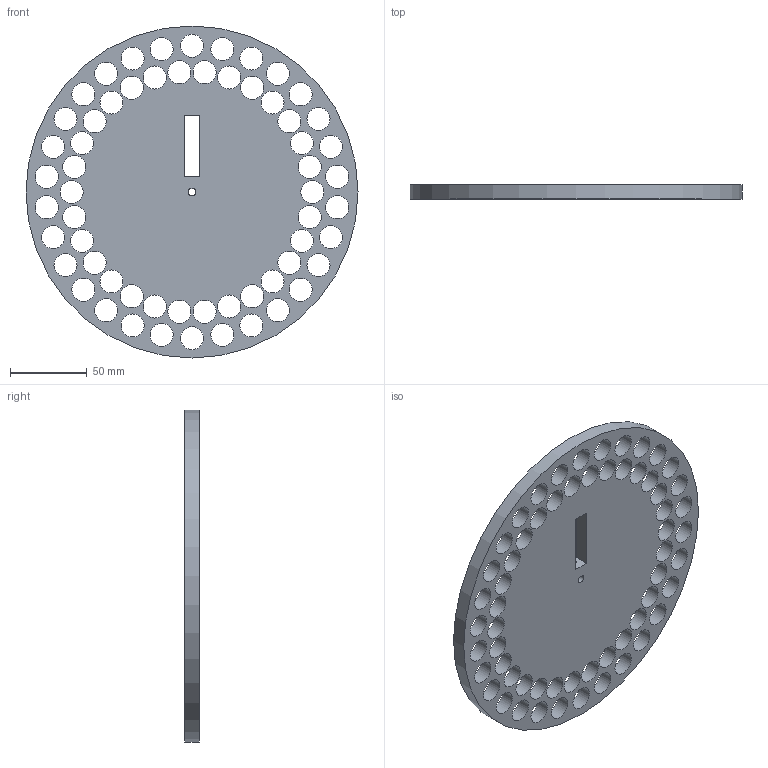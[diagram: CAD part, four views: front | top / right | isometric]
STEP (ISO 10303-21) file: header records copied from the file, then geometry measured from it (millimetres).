
FILE_DESCRIPTION(/* description */ (''),/* implementation_level */ '2;1');
FILE_NAME(/* name */ 'treat_jogger.step',/* time_stamp */ '2021-11-26T10:31:22-06:00',/* author */ (''),/* organization */ (''),/* preprocessor_version */ 'ST-DEVELOPER v18.1',/* originating_system */ 'Autodesk Translation Framework v10.10.0.1391',/* authorisation */ '');
FILE_SCHEMA (('AUTOMOTIVE_DESIGN { 1 0 10303 214 3 1 1 }'));
Length unit declared in the file: millimetre
Products named in the file (1): Dispenser
Bounding box: 215.9 x 9.35 x 215.9 mm (x, y, z)
Volume: 239199.7 mm3; surface area: 85092.5 mm2
Topology: 1 solids, 1 shells, 70 faces, 204 edges, 136 vertices
Faces by surface type: cylinder 63, plane 7
Full cylindrical faces by diameter (mm): 2.8 x1, 15 x60, 215.9 x1
Entity records: 2682 total; most frequent: DIRECTION 472, CARTESIAN_POINT 411, ORIENTED_EDGE 408, EDGE_CURVE 204, AXIS2_PLACEMENT_3D 197, EDGE_LOOP 196, VERTEX_POINT 136, FACE_BOUND 126
